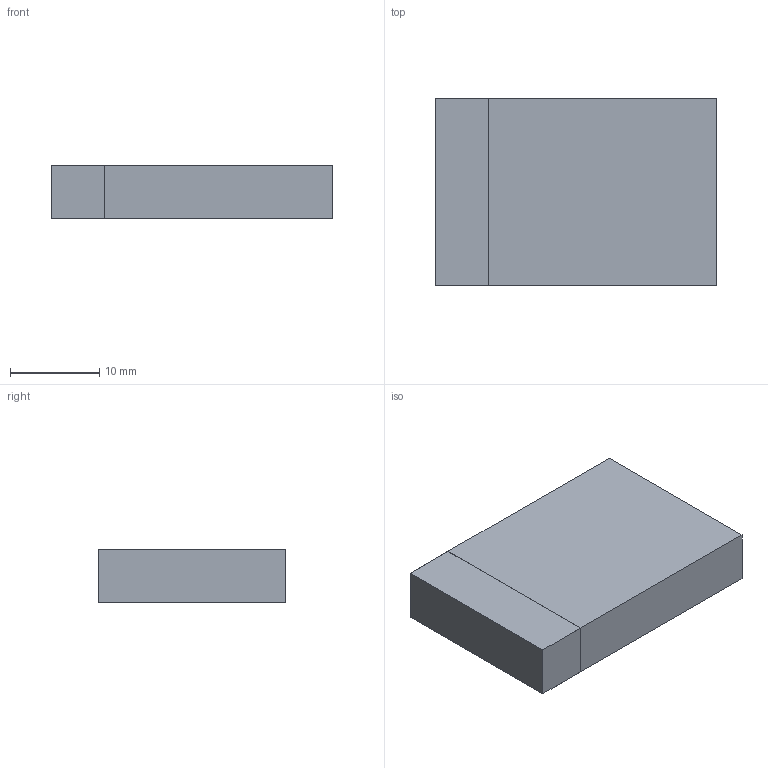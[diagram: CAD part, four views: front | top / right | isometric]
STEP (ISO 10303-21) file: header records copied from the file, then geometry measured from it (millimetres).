
FILE_DESCRIPTION (( 'STEP AP214' ), '1' );
FILE_NAME ('300mAh_Lipo_Battery_TRAN.STEP', '2022-05-04T09:30:11', ( '' ), ( '' ), 'SwSTEP 2.0', 'SolidWorks 2021', '' );
FILE_SCHEMA (( 'AUTOMOTIVE_DESIGN' ));
Length unit declared in the file: millimetre
Products named in the file (10): 101_smd_resistor.step; smd_capacitor.step; Protection_IC.step; DW01-P.step; IC_board.step; 300mAh_Lipo_Battery_TRAN; 8205A.step; 102_smd_resistor.step; Lipo_Body.step; 300mAh_Lipo_Battery.step
Assembly tree (9 placements, depth 4):
  300mAh_Lipo_Battery_TRAN
    300mAh_Lipo_Battery.step
      Protection_IC.step
        IC_board.step
        101_smd_resistor.step
        102_smd_resistor.step
        DW01-P.step
        8205A.step
        smd_capacitor.step
      Lipo_Body.step
Bounding box: 31.5 x 21 x 6 mm (x, y, z)
Volume: 3285.4 mm3; surface area: 2726.5 mm2
Topology: 35 solids, 35 shells, 747 faces, 1959 edges, 1306 vertices
Faces by surface type: bspline 338, plane 325, cylinder 84
Entity records: 26875 total; most frequent: CARTESIAN_POINT 9772, ORIENTED_EDGE 3918, DIRECTION 2297, EDGE_CURVE 1959, VERTEX_POINT 1306, VECTOR 1115, LINE 1115, EDGE_LOOP 783
